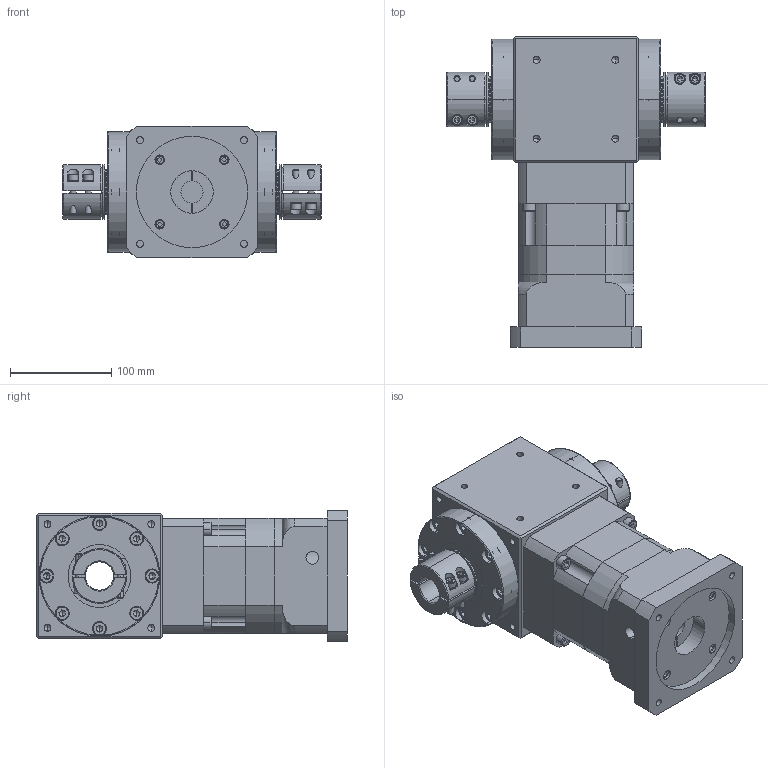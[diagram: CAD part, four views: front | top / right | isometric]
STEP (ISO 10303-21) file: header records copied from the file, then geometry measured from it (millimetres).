
FILE_DESCRIPTION (( 'STEP AP214' ), '1' );
FILE_NAME ('RAM120-L2-XX-D-22-110-145-M8_2019.STEP', '2019-05-13T09:01:34', ( 'Y' ), ( 'NCU' ), 'SwSTEP 2.0', 'SolidWorks 2016', '' );
FILE_SCHEMA (( 'AUTOMOTIVE_DESIGN' ));
Length unit declared in the file: millimetre
Products named in the file (1): RAM120-L2-XX-D-22-110-145-M8_2019
Bounding box: 255 x 306.8 x 130 mm (x, y, z)
Volume: 4487129.5 mm3; surface area: 428099.6 mm2
Topology: 5 solids, 25 shells, 1290 faces, 3076 edges, 1882 vertices
Faces by surface type: plane 640, cylinder 426, cone 142, torus 82
Entity records: 41941 total; most frequent: CARTESIAN_POINT 9911, DIRECTION 6734, ORIENTED_EDGE 5960, EDGE_CURVE 2980, AXIS2_PLACEMENT_3D 2579, VERTEX_POINT 1882, VECTOR 1576, LINE 1576
